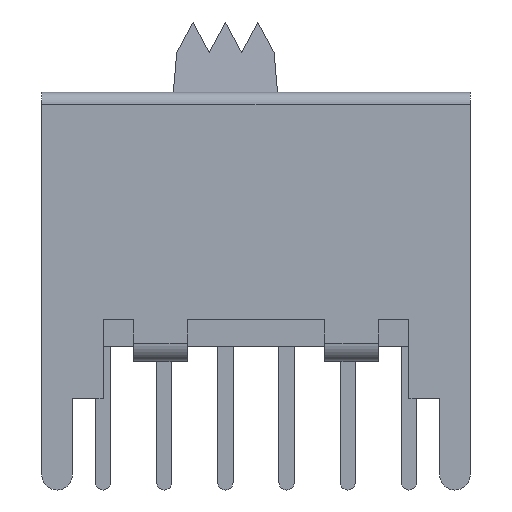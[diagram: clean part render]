
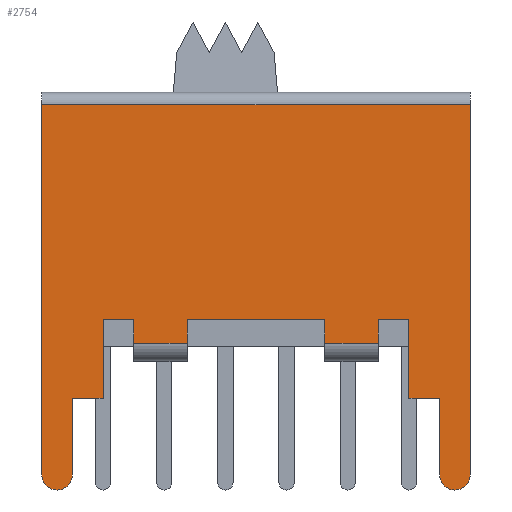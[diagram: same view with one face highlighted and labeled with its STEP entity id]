
A CAD part, front view. The second image highlights one B-rep face of the part: STEP entity #2754.
In plain terms, the highlighted planar face has unit normal (0, -1, 0).
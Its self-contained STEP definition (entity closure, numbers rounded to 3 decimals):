
#178=DIRECTION('',(0.,0.,1.));
#179=VECTOR('',#178,12.1);
#180=CARTESIAN_POINT('',(7.,-2.9,-12.5));
#181=LINE('',#180,#179);
#262=DIRECTION('',(0.,0.,-1.));
#263=VECTOR('',#262,12.1);
#264=CARTESIAN_POINT('',(-7.,-2.9,-0.4));
#265=LINE('',#264,#263);
#844=CARTESIAN_POINT('',(-6.5,-2.9,-12.5));
#845=DIRECTION('',(0.,-1.,0.));
#846=DIRECTION('',(-1.,0.,0.));
#847=AXIS2_PLACEMENT_3D('',#844,#845,#846);
#849=DIRECTION('',(1.,0.,0.));
#850=VECTOR('',#849,14.);
#851=CARTESIAN_POINT('',(-7.,-2.9,-0.4));
#852=LINE('',#851,#850);
#853=CARTESIAN_POINT('',(6.5,-2.9,-12.5));
#854=DIRECTION('',(0.,-1.,0.));
#855=DIRECTION('',(-1.,0.,0.));
#856=AXIS2_PLACEMENT_3D('',#853,#854,#855);
#858=DIRECTION('',(0.,0.,1.));
#859=VECTOR('',#858,2.5);
#860=CARTESIAN_POINT('',(6.,-2.9,-12.5));
#861=LINE('',#860,#859);
#862=DIRECTION('',(-1.,0.,0.));
#863=VECTOR('',#862,1.);
#864=CARTESIAN_POINT('',(6.,-2.9,-10.));
#865=LINE('',#864,#863);
#866=DIRECTION('',(-1.,0.,0.));
#867=VECTOR('',#866,1.);
#868=CARTESIAN_POINT('',(5.,-2.9,-7.434));
#869=LINE('',#868,#867);
#870=DIRECTION('',(0.,0.,-1.));
#871=VECTOR('',#870,0.766);
#872=CARTESIAN_POINT('',(4.,-2.9,-7.434));
#873=LINE('',#872,#871);
#874=DIRECTION('',(-1.,0.,0.));
#875=VECTOR('',#874,1.75);
#876=CARTESIAN_POINT('',(4.,-2.9,-8.2));
#877=LINE('',#876,#875);
#878=DIRECTION('',(0.,0.,1.));
#879=VECTOR('',#878,0.766);
#880=CARTESIAN_POINT('',(2.25,-2.9,-8.2));
#881=LINE('',#880,#879);
#882=DIRECTION('',(-1.,0.,0.));
#883=VECTOR('',#882,4.5);
#884=CARTESIAN_POINT('',(2.25,-2.9,-7.434));
#885=LINE('',#884,#883);
#886=DIRECTION('',(-1.,0.,0.));
#887=VECTOR('',#886,1.75);
#888=CARTESIAN_POINT('',(-2.25,-2.9,-8.2));
#889=LINE('',#888,#887);
#890=DIRECTION('',(-1.,0.,0.));
#891=VECTOR('',#890,1.);
#892=CARTESIAN_POINT('',(-4.,-2.9,-7.434));
#893=LINE('',#892,#891);
#894=DIRECTION('',(-1.,0.,0.));
#895=VECTOR('',#894,1.);
#896=CARTESIAN_POINT('',(-5.,-2.9,-10.));
#897=LINE('',#896,#895);
#898=DIRECTION('',(0.,0.,-1.));
#899=VECTOR('',#898,2.5);
#900=CARTESIAN_POINT('',(-6.,-2.9,-10.));
#901=LINE('',#900,#899);
#910=DIRECTION('',(0.,0.,-1.));
#911=VECTOR('',#910,2.566);
#912=CARTESIAN_POINT('',(5.,-2.9,-7.434));
#913=LINE('',#912,#911);
#959=DIRECTION('',(0.,0.,1.));
#960=VECTOR('',#959,0.766);
#961=CARTESIAN_POINT('',(-2.25,-2.9,-8.2));
#962=LINE('',#961,#960);
#976=DIRECTION('',(0.,0.,-1.));
#977=VECTOR('',#976,0.766);
#978=CARTESIAN_POINT('',(-4.,-2.9,-7.434));
#979=LINE('',#978,#977);
#1218=DIRECTION('',(0.,0.,1.));
#1219=VECTOR('',#1218,2.566);
#1220=CARTESIAN_POINT('',(-5.,-2.9,-10.));
#1221=LINE('',#1220,#1219);
#1410=CARTESIAN_POINT('',(-4.,-2.9,-7.434));
#1411=CARTESIAN_POINT('',(-5.,-2.9,-7.434));
#1412=VERTEX_POINT('',#1410);
#1413=VERTEX_POINT('',#1411);
#1414=CARTESIAN_POINT('',(2.25,-2.9,-7.434));
#1415=CARTESIAN_POINT('',(-2.25,-2.9,-7.434));
#1416=VERTEX_POINT('',#1414);
#1417=VERTEX_POINT('',#1415);
#1418=CARTESIAN_POINT('',(5.,-2.9,-7.434));
#1419=CARTESIAN_POINT('',(4.,-2.9,-7.434));
#1420=VERTEX_POINT('',#1418);
#1421=VERTEX_POINT('',#1419);
#1495=CARTESIAN_POINT('',(2.25,-2.9,-8.2));
#1497=VERTEX_POINT('',#1495);
#1498=CARTESIAN_POINT('',(4.,-2.9,-8.2));
#1499=VERTEX_POINT('',#1498);
#1503=CARTESIAN_POINT('',(-4.,-2.9,-8.2));
#1505=VERTEX_POINT('',#1503);
#1506=CARTESIAN_POINT('',(-2.25,-2.9,-8.2));
#1507=VERTEX_POINT('',#1506);
#1594=CARTESIAN_POINT('',(6.,-2.9,-10.));
#1595=CARTESIAN_POINT('',(5.,-2.9,-10.));
#1596=VERTEX_POINT('',#1594);
#1597=VERTEX_POINT('',#1595);
#1598=CARTESIAN_POINT('',(-5.,-2.9,-10.));
#1599=CARTESIAN_POINT('',(-6.,-2.9,-10.));
#1600=VERTEX_POINT('',#1598);
#1601=VERTEX_POINT('',#1599);
#1635=CARTESIAN_POINT('',(7.,-2.9,-0.4));
#1637=VERTEX_POINT('',#1635);
#1638=CARTESIAN_POINT('',(-7.,-2.9,-0.4));
#1639=VERTEX_POINT('',#1638);
#1758=CARTESIAN_POINT('',(-7.,-2.9,-12.5));
#1759=CARTESIAN_POINT('',(-6.,-2.9,-12.5));
#1760=VERTEX_POINT('',#1758);
#1761=VERTEX_POINT('',#1759);
#1770=CARTESIAN_POINT('',(6.,-2.9,-12.5));
#1771=VERTEX_POINT('',#1770);
#1772=CARTESIAN_POINT('',(7.,-2.9,-12.5));
#1773=VERTEX_POINT('',#1772);
#2711=CARTESIAN_POINT('',(-7.,-2.9,0.));
#2712=DIRECTION('',(0.,-1.,0.));
#2713=DIRECTION('',(1.,0.,0.));
#2714=AXIS2_PLACEMENT_3D('',#2711,#2712,#2713);
#2715=PLANE('',#2714);
#2716=ORIENTED_EDGE('',*,*,#2702,.F.);
#2717=ORIENTED_EDGE('',*,*,#1932,.F.);
#2718=ORIENTED_EDGE('',*,*,#1815,.T.);
#2719=ORIENTED_EDGE('',*,*,#1830,.F.);
#2721=ORIENTED_EDGE('',*,*,#2720,.F.);
#2723=ORIENTED_EDGE('',*,*,#2722,.T.);
#2725=ORIENTED_EDGE('',*,*,#2724,.T.);
#2727=ORIENTED_EDGE('',*,*,#2726,.F.);
#2729=ORIENTED_EDGE('',*,*,#2728,.T.);
#2731=ORIENTED_EDGE('',*,*,#2730,.T.);
#2733=ORIENTED_EDGE('',*,*,#2732,.T.);
#2735=ORIENTED_EDGE('',*,*,#2734,.T.);
#2737=ORIENTED_EDGE('',*,*,#2736,.T.);
#2739=ORIENTED_EDGE('',*,*,#2738,.F.);
#2741=ORIENTED_EDGE('',*,*,#2740,.T.);
#2743=ORIENTED_EDGE('',*,*,#2742,.F.);
#2745=ORIENTED_EDGE('',*,*,#2744,.T.);
#2747=ORIENTED_EDGE('',*,*,#2746,.F.);
#2749=ORIENTED_EDGE('',*,*,#2748,.T.);
#2751=ORIENTED_EDGE('',*,*,#2750,.T.);
#2752=EDGE_LOOP('',(#2716,#2717,#2718,#2719,#2721,#2723,#2725,#2727,#2729,#2731,
#2733,#2735,#2737,#2739,#2741,#2743,#2745,#2747,#2749,#2751));
#2753=FACE_OUTER_BOUND('',#2752,.F.);
#848=CIRCLE('',#847,0.5);
#857=CIRCLE('',#856,0.5);
#1815=EDGE_CURVE('',#1639,#1637,#852,.T.);
#1830=EDGE_CURVE('',#1773,#1637,#181,.T.);
#1932=EDGE_CURVE('',#1639,#1760,#265,.T.);
#2702=EDGE_CURVE('',#1760,#1761,#848,.T.);
#2720=EDGE_CURVE('',#1771,#1773,#857,.T.);
#2722=EDGE_CURVE('',#1771,#1596,#861,.T.);
#2724=EDGE_CURVE('',#1596,#1597,#865,.T.);
#2726=EDGE_CURVE('',#1420,#1597,#913,.T.);
#2728=EDGE_CURVE('',#1420,#1421,#869,.T.);
#2730=EDGE_CURVE('',#1421,#1499,#873,.T.);
#2732=EDGE_CURVE('',#1499,#1497,#877,.T.);
#2734=EDGE_CURVE('',#1497,#1416,#881,.T.);
#2736=EDGE_CURVE('',#1416,#1417,#885,.T.);
#2738=EDGE_CURVE('',#1507,#1417,#962,.T.);
#2740=EDGE_CURVE('',#1507,#1505,#889,.T.);
#2742=EDGE_CURVE('',#1412,#1505,#979,.T.);
#2744=EDGE_CURVE('',#1412,#1413,#893,.T.);
#2746=EDGE_CURVE('',#1600,#1413,#1221,.T.);
#2748=EDGE_CURVE('',#1600,#1601,#897,.T.);
#2750=EDGE_CURVE('',#1601,#1761,#901,.T.);
#2754=ADVANCED_FACE('',(#2753),#2715,.T.);
